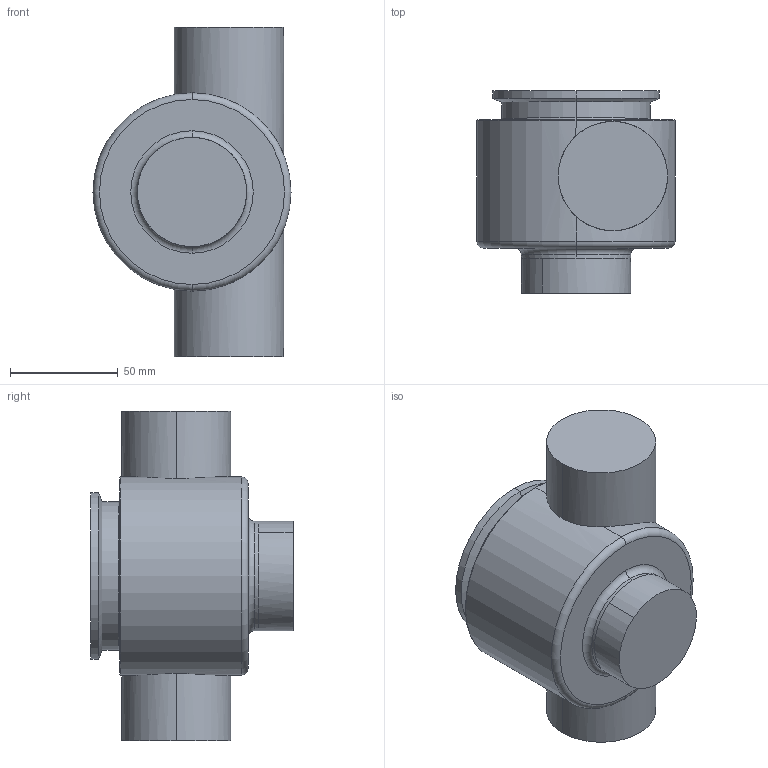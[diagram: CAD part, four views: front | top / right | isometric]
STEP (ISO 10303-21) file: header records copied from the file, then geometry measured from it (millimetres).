
FILE_DESCRIPTION (( 'STEP AP203' ), '1' );
FILE_NAME ('108335.STEP', '2017-10-23T18:00:24', ( '' ), ( '' ), 'SwSTEP 2.0', 'SolidWorks 2014', '' );
FILE_SCHEMA (( 'CONFIG_CONTROL_DESIGN' ));
Length unit declared in the file: inch
Products named in the file (1): 108335
Bounding box: 92.05 x 94.11 x 153.16 mm (x, y, z)
Volume: 640811.4 mm3; surface area: 49670.1 mm2
Topology: 1 solids, 1 shells, 30 faces, 66 edges, 40 vertices
Faces by surface type: cylinder 14, torus 8, plane 6, cone 2
Entity records: 1173 total; most frequent: CARTESIAN_POINT 413, DIRECTION 160, ORIENTED_EDGE 132, AXIS2_PLACEMENT_3D 71, EDGE_CURVE 66, CIRCLE 40, VERTEX_POINT 40, EDGE_LOOP 32
